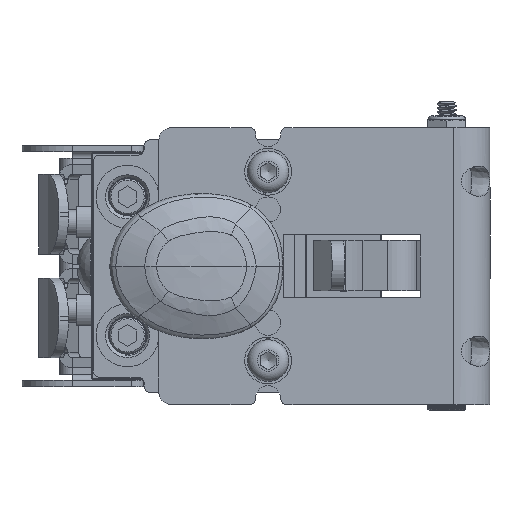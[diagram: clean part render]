
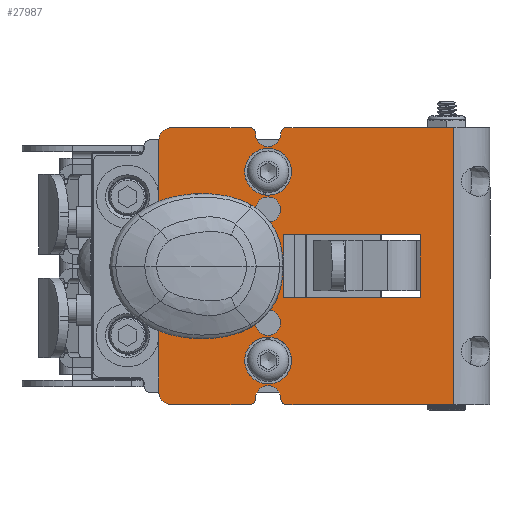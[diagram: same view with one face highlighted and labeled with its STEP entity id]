
A CAD part, left-side view. The second image highlights one B-rep face of the part: STEP entity #27987.
In plain terms, the highlighted planar face has unit normal (-1, 0, 0).
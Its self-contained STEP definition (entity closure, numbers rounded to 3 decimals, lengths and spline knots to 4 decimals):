
#731=FACE_BOUND('',#4822,.T.);
#732=FACE_BOUND('',#4823,.T.);
#733=FACE_BOUND('',#4824,.T.);
#734=FACE_BOUND('',#4825,.T.);
#735=FACE_BOUND('',#4826,.T.);
#736=FACE_BOUND('',#4827,.T.);
#1008=PLANE('',#29706);
#1936=CIRCLE('',#29608,0.0625);
#1957=CIRCLE('',#29631,0.125);
#1958=CIRCLE('',#29633,0.0625);
#1959=CIRCLE('',#29635,0.0625);
#1960=CIRCLE('',#29637,0.125);
#1961=CIRCLE('',#29639,0.0625);
#1962=CIRCLE('',#29642,0.125);
#1963=CIRCLE('',#29645,0.125);
#1964=CIRCLE('',#29648,0.25);
#1965=CIRCLE('',#29650,0.572);
#1966=CIRCLE('',#29652,0.25);
#1997=CIRCLE('',#29699,0.125);
#1998=CIRCLE('',#29701,0.125);
#1999=CIRCLE('',#29703,0.125);
#2000=CIRCLE('',#29705,0.125);
#2001=CIRCLE('',#29707,0.4425);
#3200=FACE_OUTER_BOUND('',#4821,.T.);
#4821=EDGE_LOOP('',(#19301,#19302,#19303,#19304,#19305,#19306,#19307,#19308,
#19309,#19310,#19311,#19312,#19313,#19314,#19315,#19316,#19317,#19318));
#4822=EDGE_LOOP('',(#19319,#19320,#19321,#19322));
#4823=EDGE_LOOP('',(#19323));
#4824=EDGE_LOOP('',(#19324));
#4825=EDGE_LOOP('',(#19325));
#4826=EDGE_LOOP('',(#19326));
#4827=EDGE_LOOP('',(#19327));
#6690=LINE('',#39430,#8755);
#6693=LINE('',#39438,#8758);
#6696=LINE('',#39446,#8761);
#6701=LINE('',#39462,#8766);
#6702=LINE('',#39466,#8767);
#6705=LINE('',#39471,#8770);
#6707=LINE('',#39475,#8772);
#6709=LINE('',#39478,#8774);
#6724=LINE('',#39576,#8789);
#6725=LINE('',#39578,#8790);
#6726=LINE('',#39579,#8791);
#8755=VECTOR('',#32124,0.3937);
#8758=VECTOR('',#32133,0.3937);
#8761=VECTOR('',#32142,0.3937);
#8766=VECTOR('',#32161,0.3937);
#8767=VECTOR('',#32164,0.3937);
#8770=VECTOR('',#32169,0.3937);
#8772=VECTOR('',#32173,0.3937);
#8774=VECTOR('',#32177,0.3937);
#8789=VECTOR('',#32290,0.3937);
#8790=VECTOR('',#32291,0.3937);
#8791=VECTOR('',#32292,0.3937);
#11853=VERTEX_POINT('',#39338);
#11854=VERTEX_POINT('',#39340);
#11885=VERTEX_POINT('',#39406);
#11886=VERTEX_POINT('',#39410);
#11887=VERTEX_POINT('',#39414);
#11888=VERTEX_POINT('',#39415);
#11889=VERTEX_POINT('',#39420);
#11890=VERTEX_POINT('',#39424);
#11891=VERTEX_POINT('',#39428);
#11892=VERTEX_POINT('',#39432);
#11893=VERTEX_POINT('',#39434);
#11894=VERTEX_POINT('',#39440);
#11895=VERTEX_POINT('',#39441);
#11896=VERTEX_POINT('',#39448);
#11897=VERTEX_POINT('',#39450);
#11898=VERTEX_POINT('',#39454);
#11899=VERTEX_POINT('',#39458);
#11900=VERTEX_POINT('',#39464);
#11901=VERTEX_POINT('',#39465);
#11902=VERTEX_POINT('',#39470);
#11903=VERTEX_POINT('',#39474);
#11934=VERTEX_POINT('',#39560);
#11935=VERTEX_POINT('',#39564);
#11936=VERTEX_POINT('',#39568);
#11937=VERTEX_POINT('',#39572);
#11938=VERTEX_POINT('',#39577);
#11939=VERTEX_POINT('',#39580);
#14786=EDGE_CURVE('',#11853,#11854,#1936,.T.);
#14819=EDGE_CURVE('',#11885,#11854,#1957,.T.);
#14821=EDGE_CURVE('',#11885,#11886,#1958,.T.);
#14823=EDGE_CURVE('',#11887,#11888,#1959,.T.);
#14827=EDGE_CURVE('',#11887,#11889,#1960,.T.);
#14829=EDGE_CURVE('',#11890,#11889,#1961,.T.);
#14831=EDGE_CURVE('',#11891,#11890,#6690,.T.);
#14833=EDGE_CURVE('',#11892,#11893,#1962,.T.);
#14835=EDGE_CURVE('',#11888,#11892,#6693,.T.);
#14836=EDGE_CURVE('',#11894,#11895,#1963,.T.);
#14839=EDGE_CURVE('',#11895,#11853,#6696,.T.);
#14841=EDGE_CURVE('',#11896,#11897,#1964,.T.);
#14844=EDGE_CURVE('',#11896,#11898,#1965,.T.);
#14846=EDGE_CURVE('',#11899,#11898,#1966,.T.);
#14847=EDGE_CURVE('',#11899,#11893,#6701,.T.);
#14848=EDGE_CURVE('',#11900,#11901,#6702,.T.);
#14851=EDGE_CURVE('',#11901,#11902,#6705,.T.);
#14853=EDGE_CURVE('',#11902,#11903,#6707,.T.);
#14855=EDGE_CURVE('',#11903,#11900,#6709,.T.);
#14896=EDGE_CURVE('',#11934,#11934,#1997,.T.);
#14898=EDGE_CURVE('',#11935,#11935,#1998,.T.);
#14900=EDGE_CURVE('',#11936,#11936,#1999,.T.);
#14902=EDGE_CURVE('',#11937,#11937,#2000,.T.);
#14904=EDGE_CURVE('',#11894,#11897,#6724,.T.);
#14905=EDGE_CURVE('',#11891,#11938,#6725,.T.);
#14906=EDGE_CURVE('',#11886,#11938,#6726,.T.);
#14907=EDGE_CURVE('',#11939,#11939,#2001,.T.);
#19301=ORIENTED_EDGE('',*,*,#14786,.F.);
#19302=ORIENTED_EDGE('',*,*,#14839,.F.);
#19303=ORIENTED_EDGE('',*,*,#14836,.F.);
#19304=ORIENTED_EDGE('',*,*,#14904,.T.);
#19305=ORIENTED_EDGE('',*,*,#14841,.F.);
#19306=ORIENTED_EDGE('',*,*,#14844,.T.);
#19307=ORIENTED_EDGE('',*,*,#14846,.F.);
#19308=ORIENTED_EDGE('',*,*,#14847,.T.);
#19309=ORIENTED_EDGE('',*,*,#14833,.F.);
#19310=ORIENTED_EDGE('',*,*,#14835,.F.);
#19311=ORIENTED_EDGE('',*,*,#14823,.F.);
#19312=ORIENTED_EDGE('',*,*,#14827,.T.);
#19313=ORIENTED_EDGE('',*,*,#14829,.F.);
#19314=ORIENTED_EDGE('',*,*,#14831,.F.);
#19315=ORIENTED_EDGE('',*,*,#14905,.T.);
#19316=ORIENTED_EDGE('',*,*,#14906,.F.);
#19317=ORIENTED_EDGE('',*,*,#14821,.F.);
#19318=ORIENTED_EDGE('',*,*,#14819,.T.);
#19319=ORIENTED_EDGE('',*,*,#14853,.T.);
#19320=ORIENTED_EDGE('',*,*,#14855,.T.);
#19321=ORIENTED_EDGE('',*,*,#14848,.T.);
#19322=ORIENTED_EDGE('',*,*,#14851,.T.);
#19323=ORIENTED_EDGE('',*,*,#14907,.T.);
#19324=ORIENTED_EDGE('',*,*,#14902,.T.);
#19325=ORIENTED_EDGE('',*,*,#14900,.T.);
#19326=ORIENTED_EDGE('',*,*,#14898,.T.);
#19327=ORIENTED_EDGE('',*,*,#14896,.T.);
#27987=ADVANCED_FACE('',(#3200,#731,#732,#733,#734,#735,#736),#1008,.F.);
#29608=AXIS2_PLACEMENT_3D('',#39341,#32039,#32040);
#29631=AXIS2_PLACEMENT_3D('',#39407,#32097,#32098);
#29633=AXIS2_PLACEMENT_3D('',#39411,#32102,#32103);
#29635=AXIS2_PLACEMENT_3D('',#39416,#32107,#32108);
#29637=AXIS2_PLACEMENT_3D('',#39422,#32114,#32115);
#29639=AXIS2_PLACEMENT_3D('',#39426,#32119,#32120);
#29642=AXIS2_PLACEMENT_3D('',#39435,#32128,#32129);
#29645=AXIS2_PLACEMENT_3D('',#39442,#32136,#32137);
#29648=AXIS2_PLACEMENT_3D('',#39451,#32146,#32147);
#29650=AXIS2_PLACEMENT_3D('',#39456,#32152,#32153);
#29652=AXIS2_PLACEMENT_3D('',#39460,#32157,#32158);
#29699=AXIS2_PLACEMENT_3D('',#39561,#32270,#32271);
#29701=AXIS2_PLACEMENT_3D('',#39565,#32275,#32276);
#29703=AXIS2_PLACEMENT_3D('',#39569,#32280,#32281);
#29705=AXIS2_PLACEMENT_3D('',#39573,#32285,#32286);
#29706=AXIS2_PLACEMENT_3D('',#39575,#32288,#32289);
#29707=AXIS2_PLACEMENT_3D('',#39581,#32293,#32294);
#32039=DIRECTION('center_axis',(1.,0.,0.));
#32040=DIRECTION('ref_axis',(0.,-0.708,0.706));
#32097=DIRECTION('center_axis',(1.,0.,0.));
#32098=DIRECTION('ref_axis',(0.,0.,-1.));
#32102=DIRECTION('center_axis',(1.,0.,0.));
#32103=DIRECTION('ref_axis',(0.,0.708,0.706));
#32107=DIRECTION('center_axis',(1.,0.,0.));
#32108=DIRECTION('ref_axis',(0.,-0.708,-0.706));
#32114=DIRECTION('center_axis',(1.,0.,0.));
#32115=DIRECTION('ref_axis',(0.,0.,-1.));
#32119=DIRECTION('center_axis',(1.,0.,0.));
#32120=DIRECTION('ref_axis',(0.,0.708,-0.706));
#32124=DIRECTION('',(0.,1.,0.));
#32128=DIRECTION('center_axis',(1.,0.,0.));
#32129=DIRECTION('ref_axis',(0.,0.707,-0.707));
#32133=DIRECTION('',(0.,1.,0.));
#32136=DIRECTION('center_axis',(1.,0.,0.));
#32137=DIRECTION('ref_axis',(0.,0.707,0.707));
#32142=DIRECTION('',(0.,-1.,0.));
#32146=DIRECTION('center_axis',(-1.,0.,0.));
#32147=DIRECTION('ref_axis',(0.,-0.914,-0.407));
#32152=DIRECTION('center_axis',(-1.,0.,0.));
#32153=DIRECTION('ref_axis',(0.,-0.525,0.851));
#32157=DIRECTION('center_axis',(-1.,0.,0.));
#32158=DIRECTION('ref_axis',(0.,-0.914,0.407));
#32161=DIRECTION('',(0.,0.,-1.));
#32164=DIRECTION('',(0.,1.,0.));
#32169=DIRECTION('',(0.,0.,1.));
#32173=DIRECTION('',(0.,-1.,0.));
#32177=DIRECTION('',(0.,0.,-1.));
#32270=DIRECTION('center_axis',(1.,0.,0.));
#32271=DIRECTION('ref_axis',(0.,0.,-1.));
#32275=DIRECTION('center_axis',(1.,0.,0.));
#32276=DIRECTION('ref_axis',(0.,0.,-1.));
#32280=DIRECTION('center_axis',(1.,0.,0.));
#32281=DIRECTION('ref_axis',(0.,0.,-1.));
#32285=DIRECTION('center_axis',(1.,0.,0.));
#32286=DIRECTION('ref_axis',(0.,0.,-1.));
#32288=DIRECTION('center_axis',(1.,0.,0.));
#32289=DIRECTION('ref_axis',(0.,1.,0.));
#32290=DIRECTION('',(0.,0.,-1.));
#32291=DIRECTION('',(0.,0.,1.));
#32292=DIRECTION('',(0.,-1.,0.));
#32293=DIRECTION('center_axis',(1.,0.,0.));
#32294=DIRECTION('ref_axis',(0.,0.,-1.));
#39338=CARTESIAN_POINT('',(0.,0.5966,1.375));
#39340=CARTESIAN_POINT('',(0.,0.5341,1.3123));
#39341=CARTESIAN_POINT('Origin',(0.,0.5966,1.3125));
#39406=CARTESIAN_POINT('',(0.,0.2841,1.3123));
#39407=CARTESIAN_POINT('Origin',(0.,0.4091,1.312));
#39410=CARTESIAN_POINT('',(0.,0.2216,1.375));
#39411=CARTESIAN_POINT('Origin',(0.,0.2216,1.3125));
#39414=CARTESIAN_POINT('',(0.,0.5341,-1.3123));
#39415=CARTESIAN_POINT('',(0.,0.5966,-1.375));
#39416=CARTESIAN_POINT('Origin',(0.,0.5966,-1.3125));
#39420=CARTESIAN_POINT('',(0.,0.2841,-1.3123));
#39422=CARTESIAN_POINT('Origin',(0.,0.4091,-1.312));
#39424=CARTESIAN_POINT('',(0.,0.2216,-1.375));
#39426=CARTESIAN_POINT('Origin',(0.,0.2216,-1.3125));
#39428=CARTESIAN_POINT('',(0.,-1.4349,-1.375));
#39430=CARTESIAN_POINT('',(0.,-1.7935,-1.375));
#39432=CARTESIAN_POINT('',(0.,1.3685,-1.375));
#39434=CARTESIAN_POINT('',(0.,1.4935,-1.25));
#39435=CARTESIAN_POINT('Origin',(0.,1.3685,-1.25));
#39438=CARTESIAN_POINT('',(0.,-1.7935,-1.375));
#39440=CARTESIAN_POINT('',(0.,1.4935,1.25));
#39441=CARTESIAN_POINT('',(0.,1.3685,1.375));
#39442=CARTESIAN_POINT('Origin',(0.,1.3685,1.25));
#39446=CARTESIAN_POINT('',(0.,1.7935,1.375));
#39448=CARTESIAN_POINT('',(0.,1.5762,0.4251));
#39450=CARTESIAN_POINT('',(0.,1.4935,0.6108));
#39451=CARTESIAN_POINT('Origin',(0.,1.7435,0.6108));
#39454=CARTESIAN_POINT('',(0.,1.5762,-0.4251));
#39456=CARTESIAN_POINT('Origin',(0.,1.1934,0.));
#39458=CARTESIAN_POINT('',(0.,1.4935,-0.6108));
#39460=CARTESIAN_POINT('Origin',(0.,1.7435,-0.6108));
#39462=CARTESIAN_POINT('',(0.,1.4935,-0.6875));
#39464=CARTESIAN_POINT('',(0.,-1.1015,-0.3125));
#39465=CARTESIAN_POINT('',(0.,0.261,-0.3125));
#39466=CARTESIAN_POINT('',(0.,-0.5507,-0.3125));
#39470=CARTESIAN_POINT('',(0.,0.261,0.3125));
#39471=CARTESIAN_POINT('',(0.,0.261,-0.1563));
#39474=CARTESIAN_POINT('',(0.,-1.1015,0.3125));
#39475=CARTESIAN_POINT('',(0.,0.1305,0.3125));
#39478=CARTESIAN_POINT('',(0.,-1.1015,0.1563));
#39560=CARTESIAN_POINT('',(0.,0.4091,-0.437));
#39561=CARTESIAN_POINT('Origin',(0.,0.4091,-0.562));
#39564=CARTESIAN_POINT('',(0.,0.4091,1.062));
#39565=CARTESIAN_POINT('Origin',(0.,0.4091,0.937));
#39568=CARTESIAN_POINT('',(0.,0.4091,0.687));
#39569=CARTESIAN_POINT('Origin',(0.,0.4091,0.562));
#39572=CARTESIAN_POINT('',(0.,0.4091,-0.812));
#39573=CARTESIAN_POINT('Origin',(0.,0.4091,-0.937));
#39575=CARTESIAN_POINT('Origin',(0.,0.,0.));
#39576=CARTESIAN_POINT('',(0.,1.4935,0.2435));
#39577=CARTESIAN_POINT('',(0.,-1.4349,1.375));
#39578=CARTESIAN_POINT('',(0.,-1.4349,0.6875));
#39579=CARTESIAN_POINT('',(0.,1.7935,1.375));
#39580=CARTESIAN_POINT('',(0.,1.1508,0.4425));
#39581=CARTESIAN_POINT('Origin',(0.,1.1508,0.));
